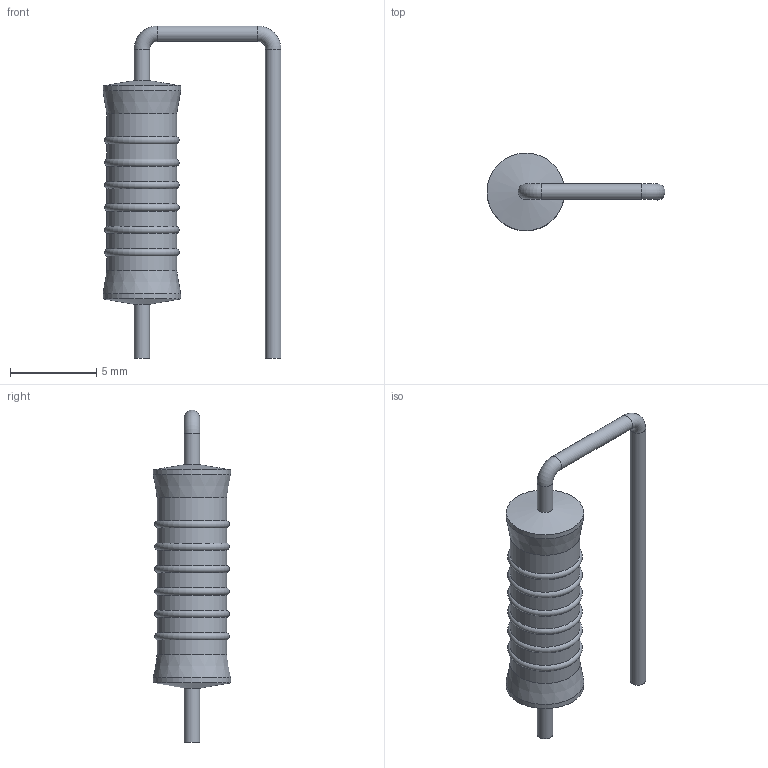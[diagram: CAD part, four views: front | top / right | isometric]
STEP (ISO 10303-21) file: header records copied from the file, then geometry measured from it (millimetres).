
FILE_DESCRIPTION(('FreeCAD Model'),'2;1');
FILE_NAME('L_Axial_L13.0mm_D4.5mm_P7.62mm_Vertical_Fastron_HCCC.step', '2018-01-10T11:11:00',('kicad StepUp'),('ksu MCAD'), 'Open CASCADE STEP processor 6.8','FreeCAD','Unknown');
FILE_SCHEMA(('AUTOMOTIVE_DESIGN_CC2 { 1 2 10303 214 -1 1 5 4 }'));
Length unit declared in the file: millimetre
Products named in the file (1): L_Axial_L13.0mm_D4.5mm_P7.62mm_Vertical_Fastron_HCCC
Bounding box: 10.32 x 4.5 x 19.25 mm (x, y, z)
Volume: 192 mm3; surface area: 291.7 mm2
Topology: 1 solids, 1 shells, 27 faces, 51 edges, 26 vertices
Faces by surface type: cylinder 13, torus 8, cone 4, plane 2
Full cylindrical faces by diameter (mm): 0.9 x4, 4.05 x7, 4.5 x2
Entity records: 869 total; most frequent: DIRECTION 141, CARTESIAN_POINT 105, ORIENTED_EDGE 102, AXIS2_PLACEMENT_3D 62, EDGE_CURVE 51, CIRCLE 34, ADVANCED_FACE 27, FACE_BOUND 27
